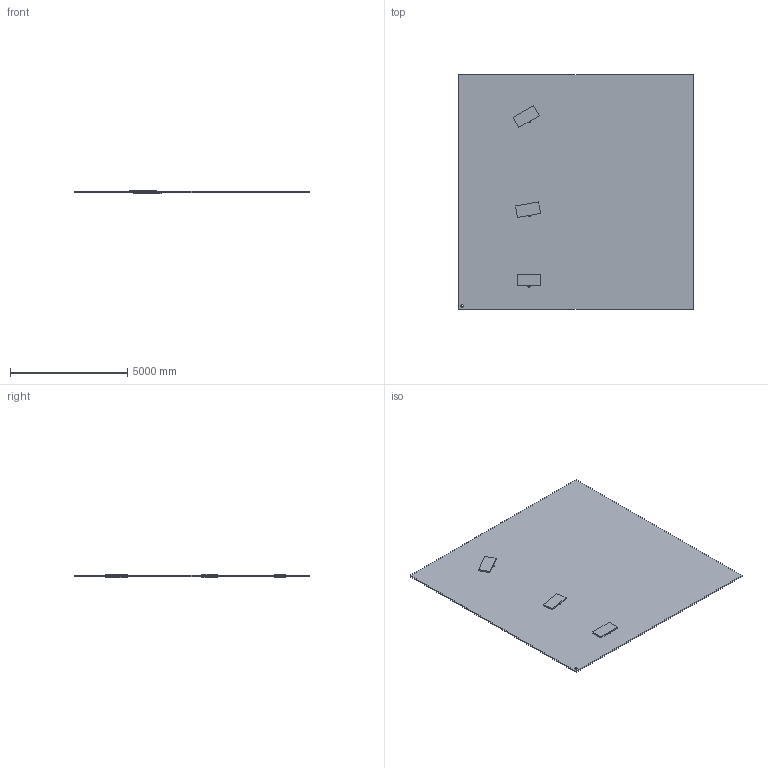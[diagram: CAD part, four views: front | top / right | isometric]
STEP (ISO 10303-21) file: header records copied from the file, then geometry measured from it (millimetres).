
FILE_DESCRIPTION(('Converted IDF File'),'2;1');
FILE_NAME('test2.step','2000-6-2T8:54:57-5:00',('Larry McKee'), ('IBM'),'IDFSTEP V1.0','IDF V2', 'Laurie Cooper');
FILE_SCHEMA(('CCDCLG'));
Length unit declared in the file: millimetre
Products named in the file (3): cap; BAREBOARD; test_design
Assembly tree (7 placements, depth 2):
  test_design
    BAREBOARD
    cap  x6
Bounding box: 10000 x 10000 x 170 mm (x, y, z)
Volume: 5178429203.7 mm3; surface area: 209080000 mm2
Topology: 7 solids, 7 shells, 50 faces, 108 edges, 72 vertices
Faces by surface type: plane 42, cylinder 8
Entity records: 640 total; most frequent: ORIENTED_EDGE 96, DIRECTION 80, CARTESIAN_POINT 59, EDGE_CURVE 48, VERTEX_POINT 32, VECTOR 32, LINE 32, AXIS2_PLACEMENT_3D 29
